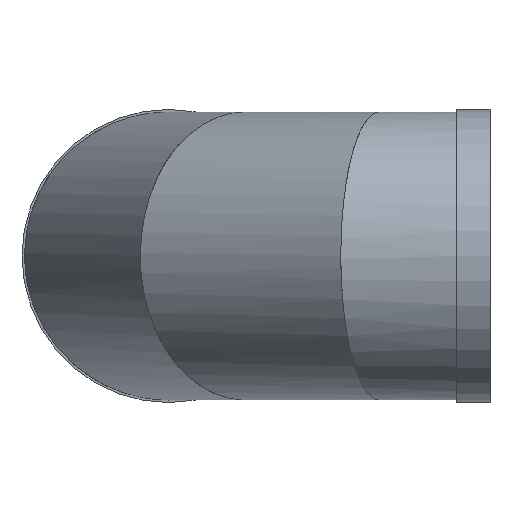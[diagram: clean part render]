
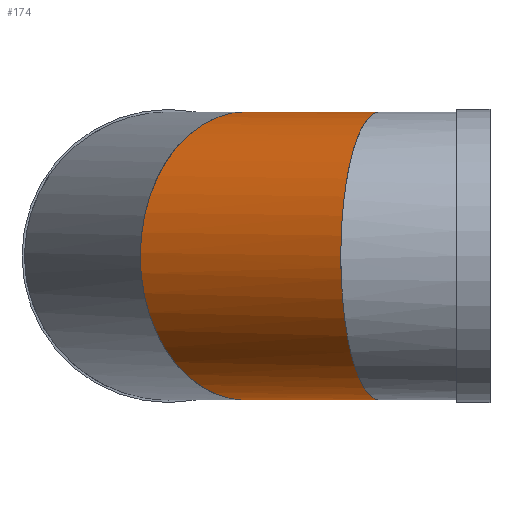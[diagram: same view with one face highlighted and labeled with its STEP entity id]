
A CAD part, left-side view. The second image highlights one B-rep face of the part: STEP entity #174.
In plain terms, the highlighted cylindrical face has radius 280 mm (diameter 560 mm), a full revolution.
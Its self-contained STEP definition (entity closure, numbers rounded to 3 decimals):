
#174 = ADVANCED_FACE( '', ( #314, #315 ), #316, .T. );
#314 = FACE_OUTER_BOUND( '', #424, .T. );
#315 = FACE_OUTER_BOUND( '', #425, .T. );
#316 = CYLINDRICAL_SURFACE( '', #426, 280. );
#424 = EDGE_LOOP( '', ( #568 ) );
#425 = EDGE_LOOP( '', ( #569 ) );
#426 = AXIS2_PLACEMENT_3D( '', #570, #571, #572 );
#568 = ORIENTED_EDGE( '', *, *, #602, .T. );
#569 = ORIENTED_EDGE( '', *, *, #581, .T. );
#570 = CARTESIAN_POINT( '', ( 635.026, 1314.948, 0. ) );
#571 = DIRECTION( '', ( 0.5, 0.866, 0. ) );
#572 = DIRECTION( '', ( 0.866, -0.5, 0. ) );
#581 = EDGE_CURVE( '', #633, #633, #634, .T. );
#602 = EDGE_CURVE( '', #667, #667, #668, .T. );
#633 = VERTEX_POINT( '', #705 );
#634 = ELLIPSE( '', #706, 289.877, 280. );
#667 = VERTEX_POINT( '', #739 );
#668 = ELLIPSE( '', #740, 289.877, 280. );
#705 = CARTESIAN_POINT( '', ( -280., 290.077, 0. ) );
#706 = AXIS2_PLACEMENT_3D( '', #778, #779, #780 );
#739 = CARTESIAN_POINT( '', ( 355.026, 269.974, 0. ) );
#740 = AXIS2_PLACEMENT_3D( '', #817, #818, #819 );
#778 = CARTESIAN_POINT( '', ( 0., 215.052, 0. ) );
#779 = DIRECTION( '', ( 0.259, 0.966, 0. ) );
#780 = DIRECTION( '', ( -0.966, 0.259, 0. ) );
#817 = CARTESIAN_POINT( '', ( 150.052, 474.948, 0. ) );
#818 = DIRECTION( '', ( -0.707, -0.707, 0. ) );
#819 = DIRECTION( '', ( 0.707, -0.707, 0. ) );
